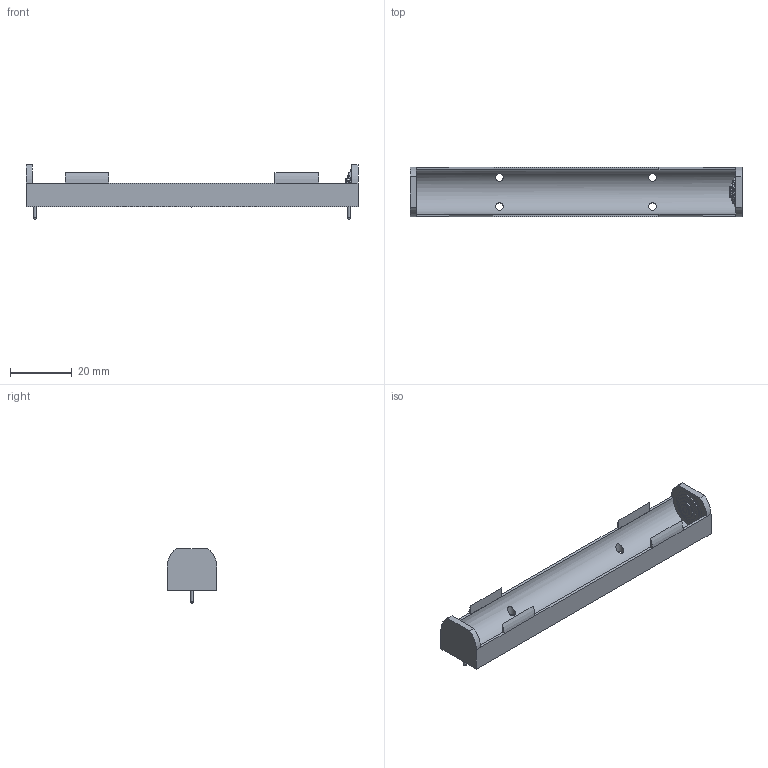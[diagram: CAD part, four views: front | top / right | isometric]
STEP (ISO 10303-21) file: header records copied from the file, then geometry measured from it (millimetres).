
FILE_DESCRIPTION(/* description */ ('model of BatteryHolder_MPD_BC12AAPC_2xAA'),/* implementation_level */ '2;1');
FILE_NAME(/* name */ 'BatteryHolder_MPD_BC12AAPC_2xAA.step',/* time_stamp */ '2019-02-19T19:13:40',/* author */ ('kicad StepUp','ksu'),/* organization */ ('FreeCAD'),/* preprocessor_version */ 'OCC',/* originating_system */ 'kicad StepUp',/* authorisation */ '');
FILE_SCHEMA(('AUTOMOTIVE_DESIGN { 1 0 10303 214 1 1 1 1 }'));
Length unit declared in the file: millimetre
Products named in the file (1): MPD_BC12AAPC_2xAA
Bounding box: 107.8 x 16.2 x 17.69 mm (x, y, z)
Volume: 4955.1 mm3; surface area: 7466.8 mm2
Topology: 6 solids, 6 shells, 68 faces, 155 edges, 100 vertices
Faces by surface type: plane 42, cylinder 24, revolution 2
Full cylindrical faces by diameter (mm): 0.02 x1, 0.9 x2, 1.933 x1, 2.5 x4, 3.867 x2, 5.8 x2, 7.733 x2, 9.667 x1
Entity records: 2863 total; most frequent: CARTESIAN_POINT 783, DIRECTION 341, ORIENTED_EDGE 302, EDGE_CURVE 151, AXIS2_PLACEMENT_3D 125, VERTEX_POINT 100, FACE_BOUND 89, EDGE_LOOP 89
